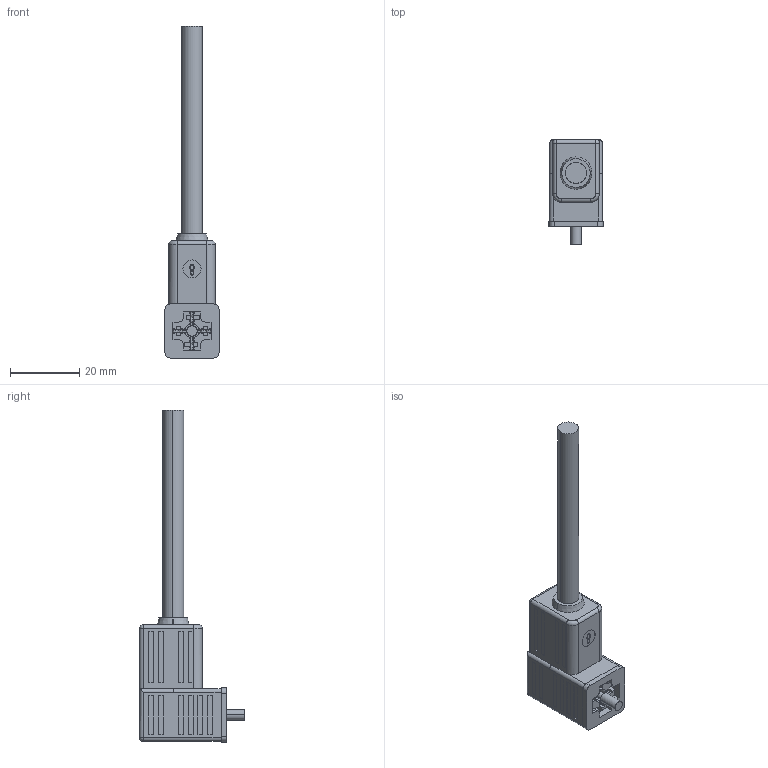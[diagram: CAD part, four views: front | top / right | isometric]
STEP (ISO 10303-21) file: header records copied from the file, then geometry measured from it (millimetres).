
FILE_DESCRIPTION (( 'STEP AP203' ), '1' );
FILE_NAME ('VC21-024-M.STEP', '2025-04-10T03:00:55', ( '' ), ( '' ), 'SwSTEP 2.0', 'SolidWorks 2018', '' );
FILE_SCHEMA (( 'CONFIG_CONTROL_DESIGN' ));
Length unit declared in the file: millimetre
Products named in the file (1): VC21-024-M
Bounding box: 15.6 x 30.4 x 95.8 mm (x, y, z)
Volume: 11203.5 mm3; surface area: 6870.9 mm2
Topology: 4 solids, 12 shells, 564 faces, 1445 edges, 950 vertices
Faces by surface type: plane 383, cylinder 136, bspline 18, cone 16, torus 6, sphere 5
Entity records: 17977 total; most frequent: CARTESIAN_POINT 4135, ORIENTED_EDGE 2886, DIRECTION 2751, EDGE_CURVE 1443, LINE 1061, VECTOR 1061, VERTEX_POINT 950, AXIS2_PLACEMENT_3D 845
